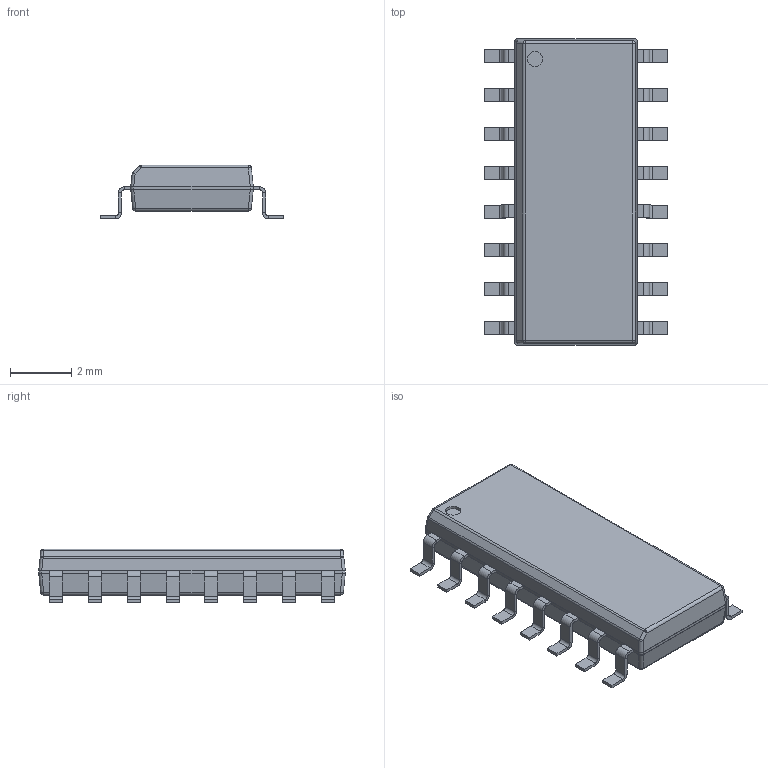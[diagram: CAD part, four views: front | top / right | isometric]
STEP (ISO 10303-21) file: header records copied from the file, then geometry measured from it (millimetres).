
FILE_DESCRIPTION(('Open CASCADE Model'),'2;1');
FILE_NAME('Open CASCADE Shape Model','2017-04-05T16:35:59',('Author'),( 'Open CASCADE'),'Open CASCADE STEP processor 6.8','Open CASCADE 6.8' ,'Unknown');
FILE_SCHEMA(('AUTOMOTIVE_DESIGN_CC2 { 1 2 10303 214 -1 1 5 4 }'));
Length unit declared in the file: millimetre
Products named in the file (5): SO-16.step; Open CASCADE STEP translator 6.8 22.1; Body; Open CASCADE STEP translator 6.8 22.2.1; Leader
Assembly tree (19 placements, depth 3):
  SO-16.step
    Open CASCADE STEP translator 6.8 22.1
    Body
      Open CASCADE STEP translator 6.8 22.2.1
    Leader  x16
Bounding box: 6 x 10 x 1.75 mm (x, y, z)
Volume: 59.4 mm3; surface area: 146.9 mm2
Topology: 17 solids, 18 shells, 419 faces, 842 edges, 449 vertices
Faces by surface type: plane 305, cylinder 96, sphere 10, bspline 8
Full cylindrical faces by diameter (mm): 0.5 x1
Entity records: 5535 total; most frequent: CARTESIAN_POINT 1978, DIRECTION 601, ORIENTED_EDGE 343, PCURVE 343, DEFINITIONAL_REPRESENTATION 343, LINE 311, VECTOR 311, EDGE_CURVE 172
